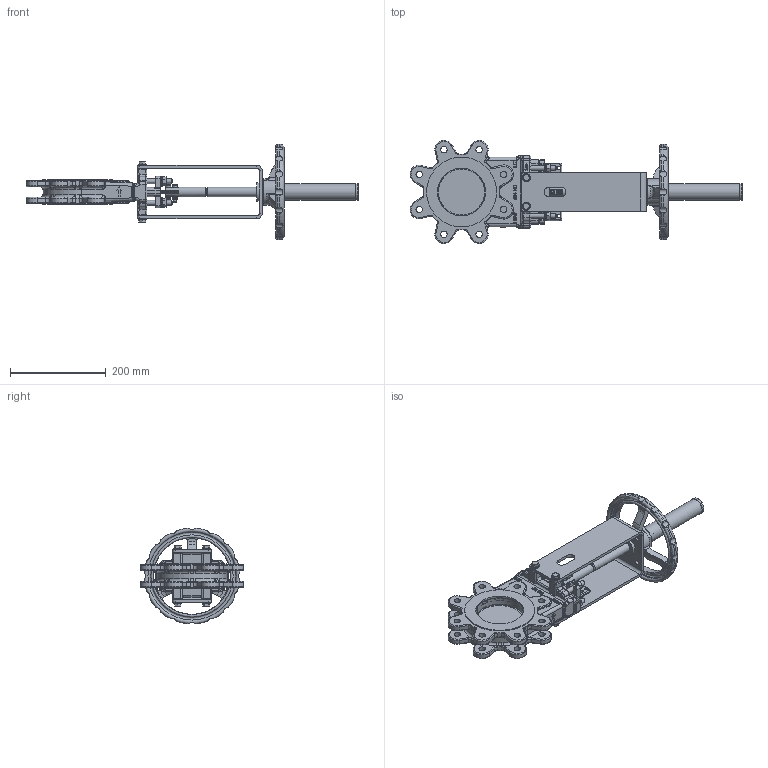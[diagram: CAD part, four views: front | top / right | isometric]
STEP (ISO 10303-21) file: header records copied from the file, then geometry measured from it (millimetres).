
FILE_DESCRIPTION(/* description */ ('Unknown'),/* implementation_level */ '2;1');
FILE_NAME(/* name */ 'ZFI-S-4''''MAUAL RISING',/* time_stamp */ '2023-08-31T15:57:08+05:00',/* author */ ('Unknown'),/* organization */ ('Unknown'),/* preprocessor_version */ 'ST-DEVELOPER v18.102',/* originating_system */ 'Solid Edge',/* authorisation */ 'Unknown');
FILE_SCHEMA (('AUTOMOTIVE_DESIGN {1 0 10303 214 3 1 1}'));
Length unit declared in the file: millimetre
Products named in the file (23): BA-Assembly_ZFI-100 (Soft Seated Full Lug) Rising; 100-F2-BA-01-R4 Housing Soft Seated Machining; 100-BA-03S4-R1 Bend Ring; 05-R0 Stuffing Seal ZFI-100; 04-R1 Inlet Seal ZFI-100; 100-BA-06-R2 Stuffing Plate; PUNCH WASHER A11; SPRING WASHER B12; 100-BA-02-R4 Gate; 100-BA-11-R3 Spindle (Rising); 100-BA-07-R2 Supporting Bracket; HEX SCREW M8X20L; 100-BA-10-R2 Spindle Nut (Rising); SPRING WASHER B10; 100-BA-22MS-R0 Pipe Cover; 14BA-R0 Hand Wheel DI (Rising) DN 100 to 150; HSSS FP(GRUB) M10X60L; 100-BA-41P-R0 Cap of Pipe Cover; 100-BA-38B-R0 Thrust Washer; HEX NUT M10; HEX THIN NUT M30X2P; HSHCS (ALLEN BOLT) M6X30L; NYLOCK NUT M6
Assembly tree (44 placements, depth 2):
  BA-Assembly_ZFI-100 (Soft Seated Full Lug) Rising
    100-F2-BA-01-R4 Housing Soft Seated Machining
    100-BA-03S4-R1 Bend Ring
    05-R0 Stuffing Seal ZFI-100  x3
    04-R1 Inlet Seal ZFI-100
    100-BA-06-R2 Stuffing Plate
    PUNCH WASHER A11  x4
    SPRING WASHER B12  x4
    100-BA-02-R4 Gate
    100-BA-11-R3 Spindle (Rising)
    100-BA-07-R2 Supporting Bracket
    HEX SCREW M8X20L  x4
    100-BA-10-R2 Spindle Nut (Rising)
    SPRING WASHER B10  x4
    100-BA-22MS-R0 Pipe Cover
    14BA-R0 Hand Wheel DI (Rising) DN 100 to 150
    HSSS FP(GRUB) M10X60L  x4
    100-BA-41P-R0 Cap of Pipe Cover
    100-BA-38B-R0 Thrust Washer
    HEX NUT M10  x4
    HEX THIN NUT M30X2P
    HSHCS (ALLEN BOLT) M6X30L  x2
    NYLOCK NUT M6  x2
Bounding box: 693.69 x 215.37 x 199.34 mm (x, y, z)
Volume: 1056177.7 mm3; surface area: 606858.5 mm2
Topology: 44 solids, 46 shells, 1779 faces, 4297 edges, 2655 vertices
Faces by surface type: plane 681, cylinder 597, torus 224, cone 143, bspline 118, sphere 16
Full cylindrical faces by diameter (mm): 4.773 x2, 4.917 x4, 4.967 x2, 6 x4, 6.3 x6, 6.4 x2, 6.466 x4, 6.5 x4, 6.647 x8, 8 x8, 8.376 x8, 8.5 x6, 9 x4, 9.5 x2, 10 x6, 11 x4, 13.376 x16, 16 x1, 17.294 x1, 20 x2, 21 x5, 26.211 x1, 27.835 x1, 28 x1, 30 x1, 31.5 x1, 34 x4, 35 x5, 39 x1, 50 x1
Entity records: 54186 total; most frequent: CARTESIAN_POINT 13038, DIRECTION 6923, ORIENTED_EDGE 6716, EDGE_CURVE 3358, AXIS2_PLACEMENT_3D 2777, VERTEX_POINT 2179, FACE_BOUND 1793, EDGE_LOOP 1784
